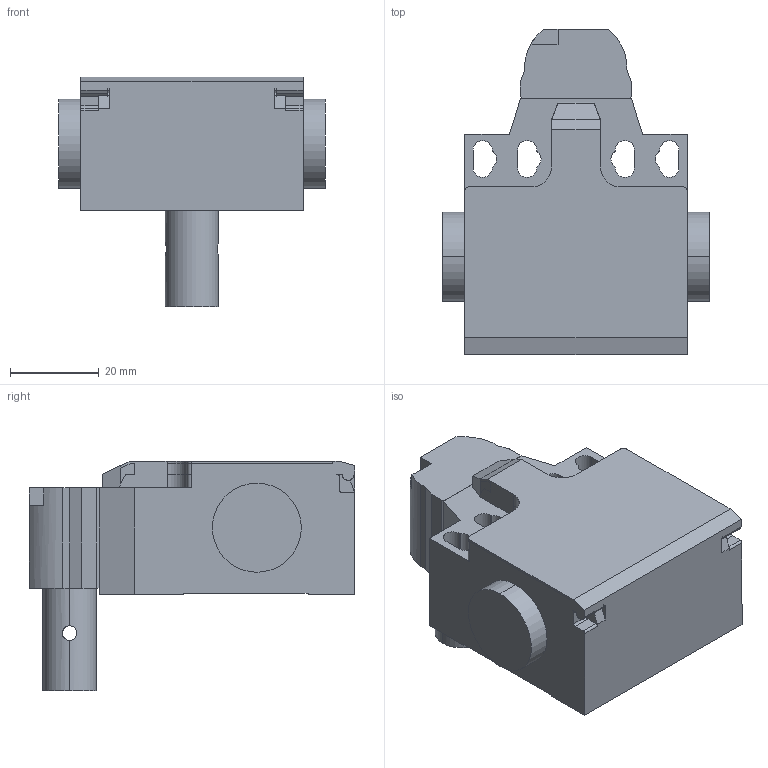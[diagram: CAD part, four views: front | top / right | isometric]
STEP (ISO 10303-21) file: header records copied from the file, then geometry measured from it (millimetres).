
FILE_DESCRIPTION((''),'2;1');
FILE_NAME('3d_KNP1L11.stp','2012-10-03T07:46:21',(''),(''),'Mechanical Desktop 2011','Mechanical Desktop 2011',', , ');
FILE_SCHEMA(('CONFIG_CONTROL_DESIGN'));
Length unit declared in the file: millimetre
Products named in the file (1): Product
Bounding box: 60 x 73.18 x 51.7 mm (x, y, z)
Volume: 85005.9 mm3; surface area: 18424 mm2
Topology: 3 solids, 3 shells, 144 faces, 445 edges, 317 vertices
Faces by surface type: plane 78, cylinder 40, bspline 26
Entity records: 5451 total; most frequent: CARTESIAN_POINT 1406, ORIENTED_EDGE 860, DIRECTION 766, EDGE_CURVE 430, VECTOR 338, LINE 338, VERTEX_POINT 288, AXIS2_PLACEMENT_3D 214
